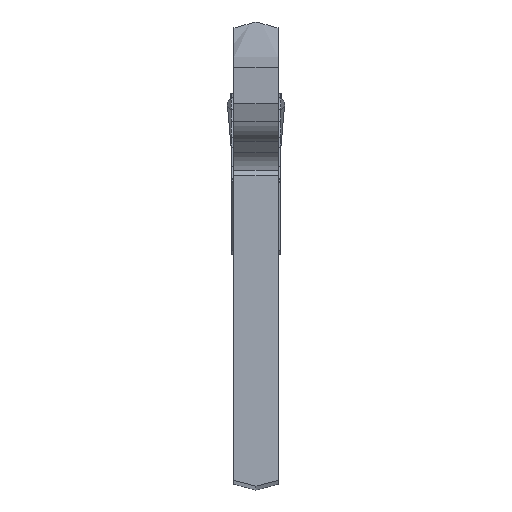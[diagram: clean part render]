
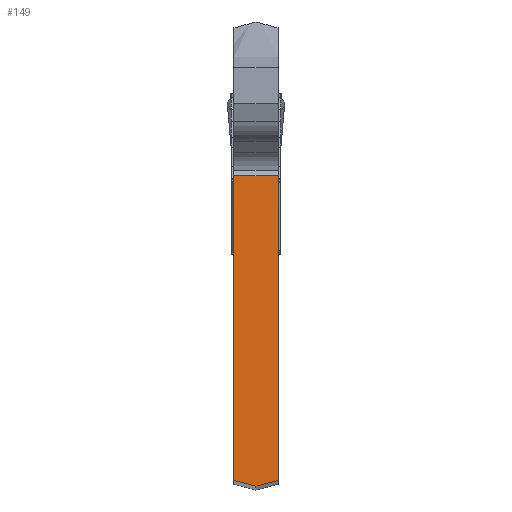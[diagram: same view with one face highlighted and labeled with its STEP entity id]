
A CAD part, top view. The second image highlights one B-rep face of the part: STEP entity #149.
In plain terms, the highlighted planar face has unit normal (0, 0, 1).
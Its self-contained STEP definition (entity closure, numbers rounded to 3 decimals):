
#149=ADVANCED_FACE('',(#275),#225,.F.);
#225=PLANE('',#1520);
#275=FACE_OUTER_BOUND('',#347,.T.);
#347=EDGE_LOOP('',(#429,#430,#431,#432,#433));
#429=ORIENTED_EDGE('',*,*,#1007,.F.);
#430=ORIENTED_EDGE('',*,*,#1008,.T.);
#431=ORIENTED_EDGE('',*,*,#1009,.T.);
#432=ORIENTED_EDGE('',*,*,#1010,.T.);
#433=ORIENTED_EDGE('',*,*,#1011,.T.);
#861=VERTEX_POINT('',#2092);
#862=VERTEX_POINT('',#2093);
#863=VERTEX_POINT('',#2095);
#864=VERTEX_POINT('',#2097);
#865=VERTEX_POINT('',#2099);
#1007=EDGE_CURVE('',#861,#862,#1223,.T.);
#1008=EDGE_CURVE('',#861,#863,#1224,.T.);
#1009=EDGE_CURVE('',#863,#864,#1225,.T.);
#1010=EDGE_CURVE('',#864,#865,#1226,.T.);
#1011=EDGE_CURVE('',#865,#862,#1227,.T.);
#1223=LINE('',#2091,#1371);
#1224=LINE('',#2094,#1372);
#1225=LINE('',#2096,#1373);
#1226=LINE('',#2098,#1374);
#1227=LINE('',#2100,#1375);
#1371=VECTOR('',#1662,1.);
#1372=VECTOR('',#1663,1.);
#1373=VECTOR('',#1664,1.);
#1374=VECTOR('',#1665,1.);
#1375=VECTOR('',#1666,1.);
#1520=AXIS2_PLACEMENT_3D('',#2101,#1667,#1668);
#1662=DIRECTION('',(1.,0.,0.));
#1663=DIRECTION('',(0.,-1.,0.));
#1664=DIRECTION('',(0.966,-0.259,0.));
#1665=DIRECTION('',(0.966,0.259,0.));
#1666=DIRECTION('',(0.,1.,0.));
#1667=DIRECTION('',(0.,0.,-1.));
#1668=DIRECTION('',(0.,1.,0.));
#2091=CARTESIAN_POINT('',(-10.,-8.377,60.));
#2092=CARTESIAN_POINT('',(-1.2,-8.377,60.));
#2093=CARTESIAN_POINT('',(1.2,-8.377,60.));
#2094=CARTESIAN_POINT('',(-1.2,-0.322,60.));
#2095=CARTESIAN_POINT('',(-1.2,-24.938,60.));
#2096=CARTESIAN_POINT('',(-1.2,-24.938,60.));
#2097=CARTESIAN_POINT('',(0.,-25.26,60.));
#2098=CARTESIAN_POINT('',(0.,-25.26,60.));
#2099=CARTESIAN_POINT('',(1.2,-24.938,60.));
#2100=CARTESIAN_POINT('',(1.2,-24.938,60.));
#2101=CARTESIAN_POINT('',(1.2,-24.938,60.));
